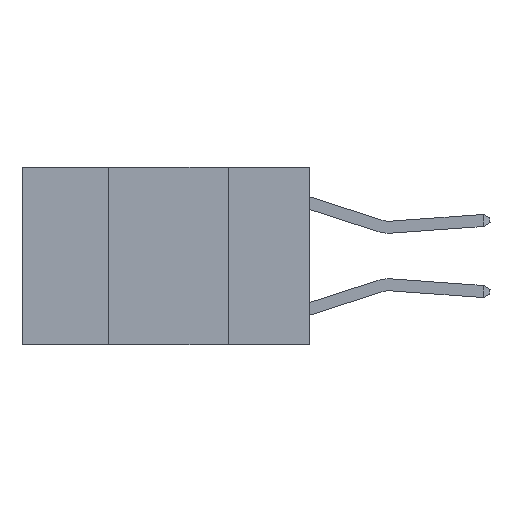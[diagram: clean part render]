
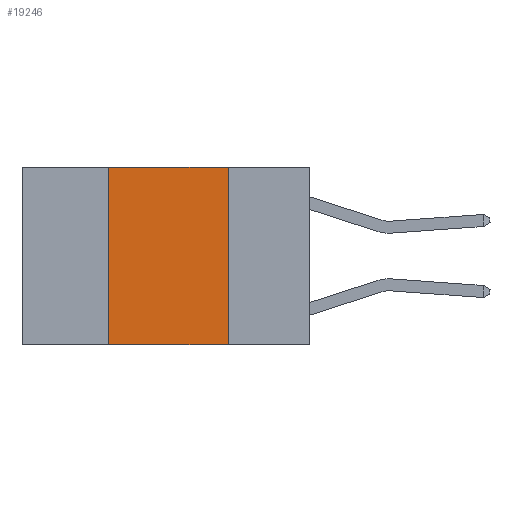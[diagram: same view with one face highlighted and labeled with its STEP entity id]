
A CAD part, left-side view. The second image highlights one B-rep face of the part: STEP entity #19246.
In plain terms, the highlighted planar face has unit normal (-1, 0, 0).
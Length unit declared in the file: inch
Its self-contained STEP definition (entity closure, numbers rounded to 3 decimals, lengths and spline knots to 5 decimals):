
#273 = VERTEX_POINT ( 'NONE', #5525 ) ;
#905 = EDGE_CURVE ( 'NONE', #273, #23218, #21102, .T. ) ;
#1147 = LINE ( 'NONE', #18769, #10081 ) ;
#1573 = CARTESIAN_POINT ( 'NONE',  ( 0., 0.6, -0.37 ) ) ;
#1613 = EDGE_CURVE ( 'NONE', #12951, #23218, #13026, .T. ) ;
#2098 = CARTESIAN_POINT ( 'NONE',  ( 0., 0.6, 0. ) ) ;
#4997 = ORIENTED_EDGE ( 'NONE', *, *, #17816, .F. ) ;
#5316 = DIRECTION ( 'NONE',  ( 1., 0., 0. ) ) ;
#5525 = CARTESIAN_POINT ( 'NONE',  ( 0., 0.42, -0.37 ) ) ;
#5726 = ORIENTED_EDGE ( 'NONE', *, *, #905, .T. ) ;
#6862 = CARTESIAN_POINT ( 'NONE',  ( 0., 0.6, 0. ) ) ;
#7290 = CARTESIAN_POINT ( 'NONE',  ( 0., 0.42, 0. ) ) ;
#7485 = CARTESIAN_POINT ( 'NONE',  ( 0., 0.17, 0. ) ) ;
#7801 = LINE ( 'NONE', #2098, #21350 ) ;
#8220 = CARTESIAN_POINT ( 'NONE',  ( 0., 0.17, 0. ) ) ;
#9133 = FACE_OUTER_BOUND ( 'NONE', #18482, .T. ) ;
#10038 = DIRECTION ( 'NONE',  ( 0., 0., 1. ) ) ;
#10061 = AXIS2_PLACEMENT_3D ( 'NONE', #6862, #5316, #17621 ) ;
#10081 = VECTOR ( 'NONE', #10038, 39.37008 ) ;
#10197 = CARTESIAN_POINT ( 'NONE',  ( 0., 0.17, -0.37 ) ) ;
#10758 = PLANE ( 'NONE',  #10061 ) ;
#11139 = DIRECTION ( 'NONE',  ( 0., 0., -1. ) ) ;
#12119 = DIRECTION ( 'NONE',  ( 0., -1., 0. ) ) ;
#12198 = ORIENTED_EDGE ( 'NONE', *, *, #1613, .F. ) ;
#12951 = VERTEX_POINT ( 'NONE', #8220 ) ;
#13007 = ORIENTED_EDGE ( 'NONE', *, *, #19584, .F. ) ;
#13026 = LINE ( 'NONE', #7485, #13756 ) ;
#13756 = VECTOR ( 'NONE', #11139, 39.37008 ) ;
#14886 = DIRECTION ( 'NONE',  ( 0., -1., 0. ) ) ;
#16840 = VERTEX_POINT ( 'NONE', #7290 ) ;
#17621 = DIRECTION ( 'NONE',  ( 0., 0., -1. ) ) ;
#17816 = EDGE_CURVE ( 'NONE', #16840, #12951, #7801, .T. ) ;
#18482 = EDGE_LOOP ( 'NONE', ( #12198, #4997, #13007, #5726 ) ) ;
#18769 = CARTESIAN_POINT ( 'NONE',  ( 0., 0.42, 0. ) ) ;
#19246 = ADVANCED_FACE ( 'NONE', ( #9133 ), #10758, .F. ) ;
#19584 = EDGE_CURVE ( 'NONE', #273, #16840, #1147, .T. ) ;
#20833 = VECTOR ( 'NONE', #12119, 39.37008 ) ;
#21102 = LINE ( 'NONE', #1573, #20833 ) ;
#21350 = VECTOR ( 'NONE', #14886, 39.37008 ) ;
#23218 = VERTEX_POINT ( 'NONE', #10197 ) ;
